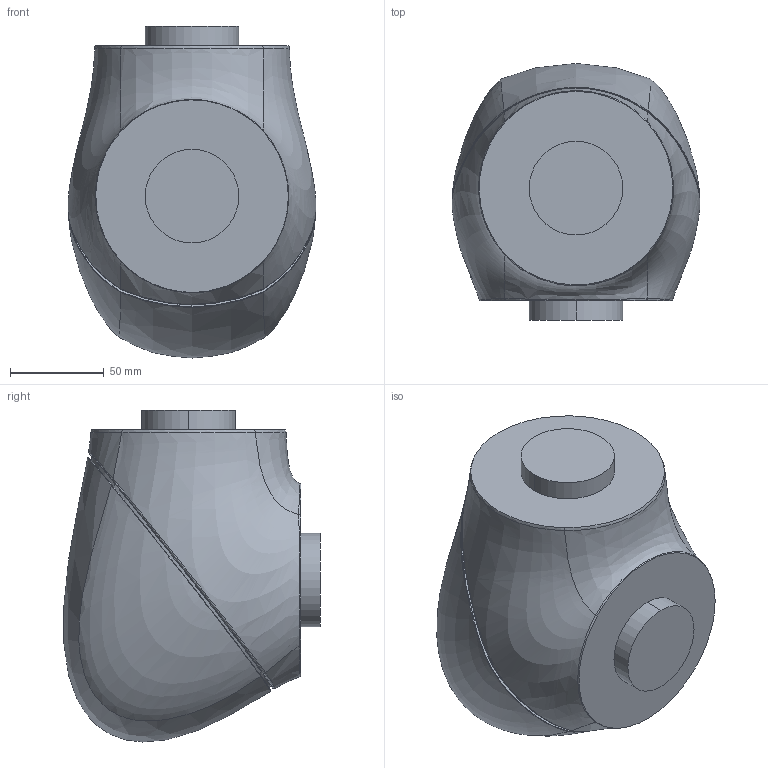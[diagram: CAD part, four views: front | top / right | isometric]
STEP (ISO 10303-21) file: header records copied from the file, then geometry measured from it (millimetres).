
FILE_DESCRIPTION (( 'STEP AP203' ), '1' );
FILE_NAME ('Link6_Default_sldprt.STEP', '2019-02-02T22:34:56', ( 'Jean Gonzalez' ), ( '' ), 'SwSTEP 2.0', 'SolidWorks 2017', '' );
FILE_SCHEMA (( 'CONFIG_CONTROL_DESIGN' ));
Length unit declared in the file: millimetre
Products named in the file (1): Link6_Default_sldprt
Bounding box: 132.3 x 137.25 x 177.36 mm (x, y, z)
Volume: 1849127.1 mm3; surface area: 84766.6 mm2
Topology: 1 solids, 1 shells, 67 faces, 159 edges, 97 vertices
Faces by surface type: bspline 54, plane 9, cylinder 4
Entity records: 19898 total; most frequent: CARTESIAN_POINT 18740, ORIENTED_EDGE 318, EDGE_CURVE 159, B_SPLINE_CURVE_WITH_KNOTS 120, VERTEX_POINT 97, DIRECTION 72, EDGE_LOOP 70, ADVANCED_FACE 67
